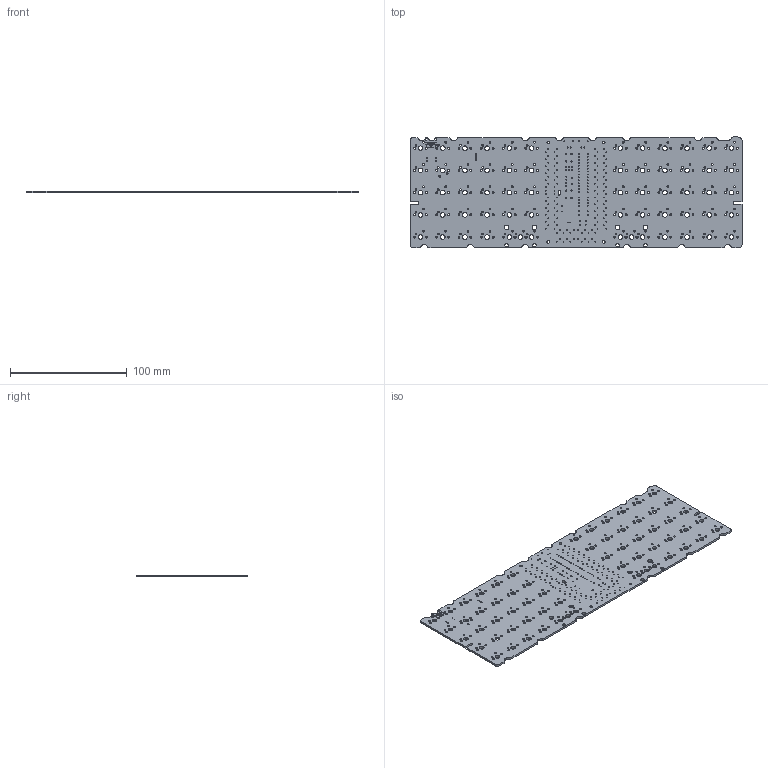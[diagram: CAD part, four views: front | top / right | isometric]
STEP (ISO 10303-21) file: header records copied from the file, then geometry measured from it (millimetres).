
FILE_DESCRIPTION(('Open CASCADE Model'),'2;1');
FILE_NAME('Open CASCADE Shape Model','2021-12-02T00:56:36',('Author'),( 'Open CASCADE'),'Open CASCADE STEP processor 6.8','Open CASCADE 6.8' ,'Unknown');
FILE_SCHEMA(('AUTOMOTIVE_DESIGN { 1 0 10303 214 1 1 1 1 }'));
Length unit declared in the file: millimetre
Products named in the file (4): PCB; Board; Open CASCADE STEP translator 6.8 2.1.1; Open CASCADE STEP translator 6.8 2.1.1.1
Assembly tree (3 placements, depth 4):
  PCB
    Board
      Open CASCADE STEP translator 6.8 2.1.1
        Open CASCADE STEP translator 6.8 2.1.1.1
Bounding box: 284.7 x 95.3 x 1.69 mm (x, y, z)
Volume: 42457.2 mm3; surface area: 56170.4 mm2
Topology: 1 solids, 1 shells, 872 faces, 2610 edges, 1740 vertices
Faces by surface type: cylinder 595, plane 277
Full cylindrical faces by diameter (mm): 0.4 x16, 0.6 x2, 0.7 x21, 0.71 x2, 0.736 x4, 0.8 x162, 0.9 x4, 1 x6, 1.1 x8, 1.498 x126, 1.702 x116, 2.2 x4, 3.048 x4, 3.988 x66
Entity records: 32199 total; most frequent: DIRECTION 5552, CARTESIAN_POINT 5226, ORIENTED_EDGE 5220, EDGE_CURVE 2610, AXIS2_PLACEMENT_3D 2066, FACE_BOUND 1972, EDGE_LOOP 1972, VERTEX_POINT 1740
